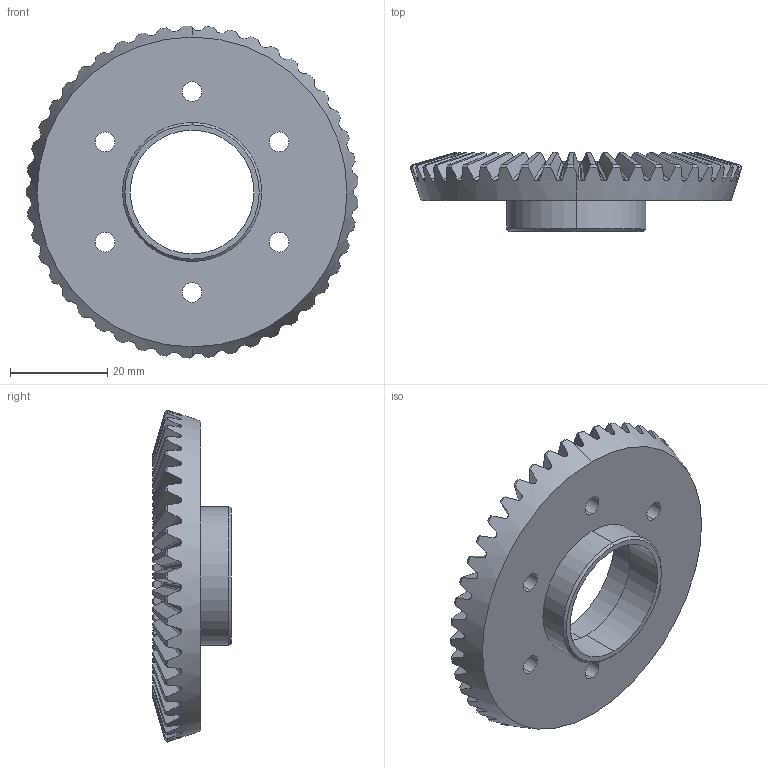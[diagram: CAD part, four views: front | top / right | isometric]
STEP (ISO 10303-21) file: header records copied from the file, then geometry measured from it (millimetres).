
FILE_DESCRIPTION (( 'STEP AP214' ), '1' );
FILE_NAME ('WCP-0233 Rev1.STEP', '2019-11-15T00:41:41', ( '' ), ( '' ), 'SwSTEP 2.0', 'SolidWorks 2018', '' );
FILE_SCHEMA (( 'AUTOMOTIVE_DESIGN' ));
Length unit declared in the file: inch
Products named in the file (1): WCP-0233 Rev1
Bounding box: 68.17 x 16.2 x 68.21 mm (x, y, z)
Volume: 18646 mm3; surface area: 11503.8 mm2
Topology: 1 solids, 1 shells, 393 faces, 1160 edges, 772 vertices
Faces by surface type: bspline 225, cone 141, cylinder 22, plane 5
Entity records: 17684 total; most frequent: CARTESIAN_POINT 8859, ORIENTED_EDGE 2320, EDGE_CURVE 1160, DIRECTION 1002, VERTEX_POINT 772, B_SPLINE_CURVE_WITH_KNOTS 724, EDGE_LOOP 410, AXIS2_PLACEMENT_3D 397
